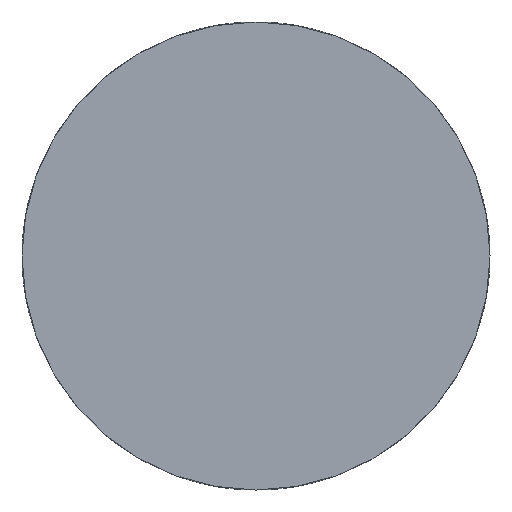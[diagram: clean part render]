
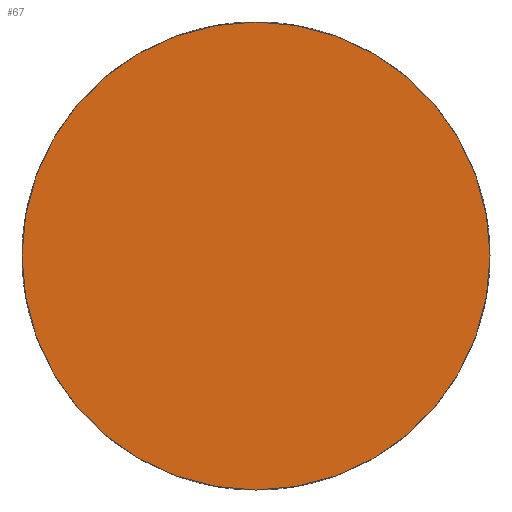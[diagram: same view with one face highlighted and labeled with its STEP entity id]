
A CAD part, front view. The second image highlights one B-rep face of the part: STEP entity #67.
In plain terms, the highlighted planar face has unit normal (0, -1, 0).
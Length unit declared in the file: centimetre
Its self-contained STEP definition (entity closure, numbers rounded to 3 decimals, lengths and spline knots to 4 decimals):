
#47 = AXIS2_PLACEMENT_3D ( 'NONE', #342, #156, #655 ) ;
#67 = ADVANCED_FACE ( 'NONE', ( #537 ), #417, .F. ) ;
#69 = VERTEX_POINT ( 'NONE', #363 ) ;
#73 = EDGE_CURVE ( 'NONE', #69, #648, #599, .T. ) ;
#96 = CIRCLE ( 'NONE', #47, 4. ) ;
#121 = DIRECTION ( 'NONE',  ( 0., 1., 0. ) ) ;
#156 = DIRECTION ( 'NONE',  ( 0., 1., 0. ) ) ;
#171 = CARTESIAN_POINT ( 'NONE',  ( 0., 0., 0. ) ) ;
#172 = AXIS2_PLACEMENT_3D ( 'NONE', #171, #121, #366 ) ;
#236 = EDGE_CURVE ( 'NONE', #648, #69, #96, .T. ) ;
#265 = AXIS2_PLACEMENT_3D ( 'NONE', #788, #674, #671 ) ;
#307 = ORIENTED_EDGE ( 'NONE', *, *, #73, .F. ) ;
#342 = CARTESIAN_POINT ( 'NONE',  ( 0., 0., 0. ) ) ;
#363 = CARTESIAN_POINT ( 'NONE',  ( 0., 0., -4. ) ) ;
#366 = DIRECTION ( 'NONE',  ( 0., 0., 1. ) ) ;
#417 = PLANE ( 'NONE',  #265 ) ;
#500 = ORIENTED_EDGE ( 'NONE', *, *, #236, .F. ) ;
#537 = FACE_OUTER_BOUND ( 'NONE', #737, .T. ) ;
#599 = CIRCLE ( 'NONE', #172, 4. ) ;
#648 = VERTEX_POINT ( 'NONE', #687 ) ;
#655 = DIRECTION ( 'NONE',  ( 0., 0., 1. ) ) ;
#671 = DIRECTION ( 'NONE',  ( 0., 0., 1. ) ) ;
#674 = DIRECTION ( 'NONE',  ( 0., 1., 0. ) ) ;
#687 = CARTESIAN_POINT ( 'NONE',  ( 0., 0., 4. ) ) ;
#737 = EDGE_LOOP ( 'NONE', ( #307, #500 ) ) ;
#788 = CARTESIAN_POINT ( 'NONE',  ( 0., 0., 0. ) ) ;
